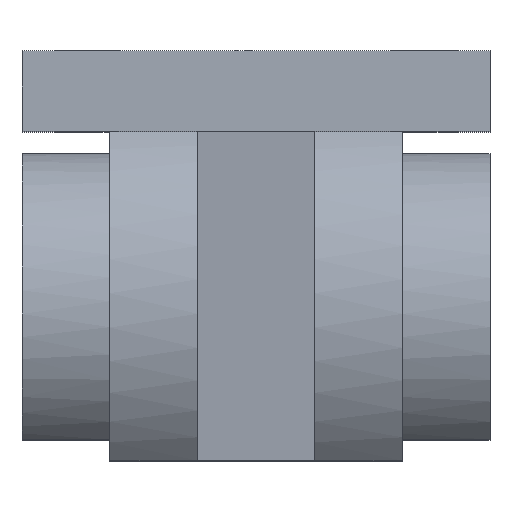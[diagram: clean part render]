
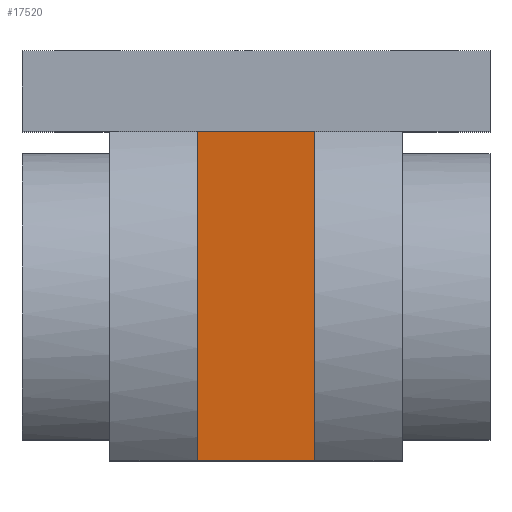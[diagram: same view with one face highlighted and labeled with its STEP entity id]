
A CAD part, top view. The second image highlights one B-rep face of the part: STEP entity #17520.
In plain terms, the highlighted free-form (B-spline) face has degree [1, 1] with [2, 2] control points.
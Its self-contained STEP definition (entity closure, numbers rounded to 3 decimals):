
#11560 = CARTESIAN_POINT ('', (-4., -5.5, 20.999));
#11570 = VERTEX_POINT ('', #11560);
#11630 = CARTESIAN_POINT ('', (4., -5.5, 20.999));
#11640 = VERTEX_POINT ('', #11630);
#11650 = CARTESIAN_POINT ('', (4., -5.5, 20.999));
#11660 = CARTESIAN_POINT ('', (-4., -5.5, 20.999));
#11670 = B_SPLINE_CURVE_WITH_KNOTS ('', 1, (#11650, #11660), .UNSPECIFIED., .F., .U., (2, 2), (0., 1.), .UNSPECIFIED.);
#11680 = EDGE_CURVE ('', #11640, #11570, #11670, .T.);
#16690 = CARTESIAN_POINT ('', (4., -28., 19.031));
#16700 = VERTEX_POINT ('', #16690);
#16760 = CARTESIAN_POINT ('', (-4., -28., 19.031));
#16770 = VERTEX_POINT ('', #16760);
#16780 = CARTESIAN_POINT ('', (-4., -28., 19.031));
#16790 = CARTESIAN_POINT ('', (4., -28., 19.031));
#16800 = B_SPLINE_CURVE_WITH_KNOTS ('', 1, (#16780, #16790), .UNSPECIFIED., .F., .U., (2, 2), (0., 1.), .UNSPECIFIED.);
#16810 = EDGE_CURVE ('', #16770, #16700, #16800, .T.);
#17200 = CARTESIAN_POINT ('', (4., -28., 19.031));
#17210 = CARTESIAN_POINT ('', (4., -5.5, 20.999));
#17220 = B_SPLINE_CURVE_WITH_KNOTS ('', 1, (#17200, #17210), .UNSPECIFIED., .F., .U., (2, 2), (0., 1.), .UNSPECIFIED.);
#17230 = EDGE_CURVE ('', #16700, #11640, #17220, .T.);
#17350 = ORIENTED_EDGE ('', *, *, #11680, .T.);
#17360 = CARTESIAN_POINT ('', (-4., -28., 19.031));
#17370 = CARTESIAN_POINT ('', (-4., -20.5, 19.687));
#17380 = CARTESIAN_POINT ('', (-4., -13., 20.343));
#17390 = CARTESIAN_POINT ('', (-4., -5.5, 20.999));
#17400 = B_SPLINE_CURVE_WITH_KNOTS ('', 3, (#17360, #17370, #17380, #17390), .UNSPECIFIED., .F., .U., (4, 4), (0., 1.), .UNSPECIFIED.);
#17410 = EDGE_CURVE ('', #16770, #11570, #17400, .T.);
#17420 = ORIENTED_EDGE ('', *, *, #17410, .F.);
#17430 = ORIENTED_EDGE ('', *, *, #16810, .T.);
#17440 = ORIENTED_EDGE ('', *, *, #17230, .T.);
#17450 = EDGE_LOOP ('', (#17350, #17420, #17430, #17440));
#17460 = FACE_OUTER_BOUND ('', #17450, .T.);
#17470 = CARTESIAN_POINT ('', (4., -28., 19.031));
#17480 = CARTESIAN_POINT ('', (-4., -28., 19.031));
#17490 = CARTESIAN_POINT ('', (4., -5.5, 20.999));
#17500 = CARTESIAN_POINT ('', (-4., -5.5, 20.999));
#17510 = B_SPLINE_SURFACE_WITH_KNOTS ('', 1, 1, ((#17470, #17480), (#17490, #17500)), .UNSPECIFIED., .F., .F., .U., (2, 2), (2, 2), (0., 1.), (0., 1.), .UNSPECIFIED.);
#17520 = ADVANCED_FACE ('', (#17460), #17510, .T.);
